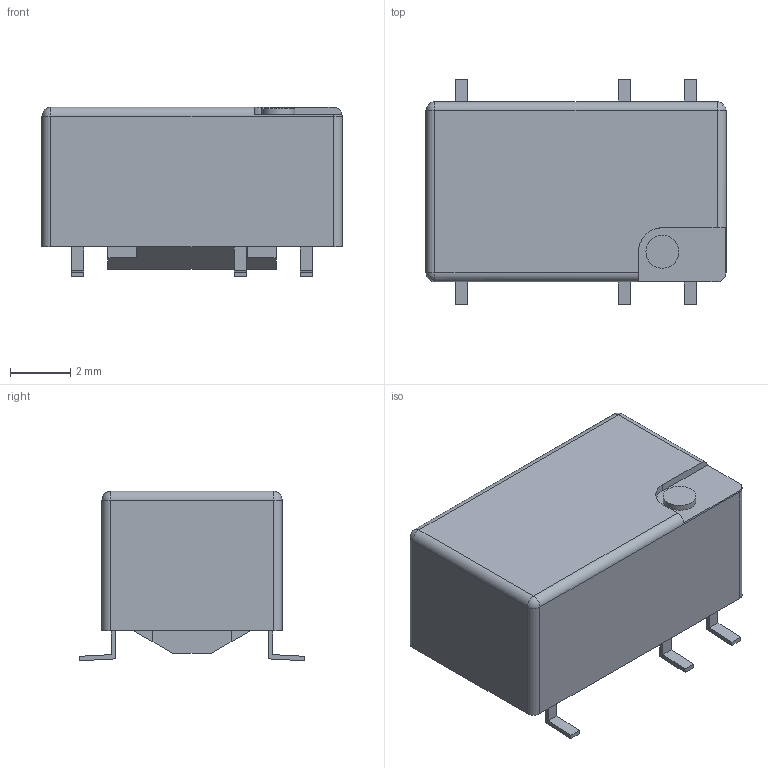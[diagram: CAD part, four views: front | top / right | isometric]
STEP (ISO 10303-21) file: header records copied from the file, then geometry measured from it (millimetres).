
FILE_DESCRIPTION(/* description */ (''),/* implementation_level */ '2;1');
FILE_NAME(/* name */ 'REL_TYCO_IMEXXXG.stp',/* time_stamp */ '2016-12-08T15:48:28+01:00',/* author */ ('riccim'),/* organization */ ('Tyco Electronics Ltd.'),/* preprocessor_version */ 'ST-DEVELOPER v15.5',/* originating_system */ 'AutoCAD Mechanical',/* authorisation */ '');
FILE_SCHEMA (('AUTOMOTIVE_DESIGN { 1 0 10303 214 3 1 1 }'));
Length unit declared in the file: millimetre
Products named in the file (1): Product
Bounding box: 10 x 7.52 x 5.65 mm (x, y, z)
Volume: 284.1 mm3; surface area: 294.9 mm2
Topology: 7 solids, 7 shells, 106 faces, 259 edges, 169 vertices
Faces by surface type: plane 88, cylinder 14, sphere 4
Full cylindrical faces by diameter (mm): 1.1 x1
Entity records: 3071 total; most frequent: CARTESIAN_POINT 529, ORIENTED_EDGE 510, DIRECTION 500, EDGE_CURVE 255, LINE 224, VECTOR 224, VERTEX_POINT 167, AXIS2_PLACEMENT_3D 138
